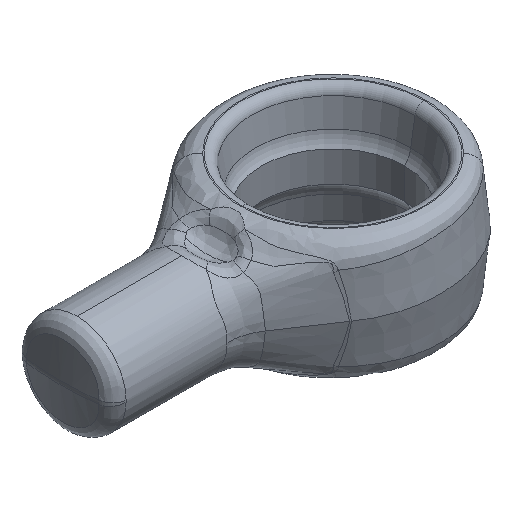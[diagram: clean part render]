
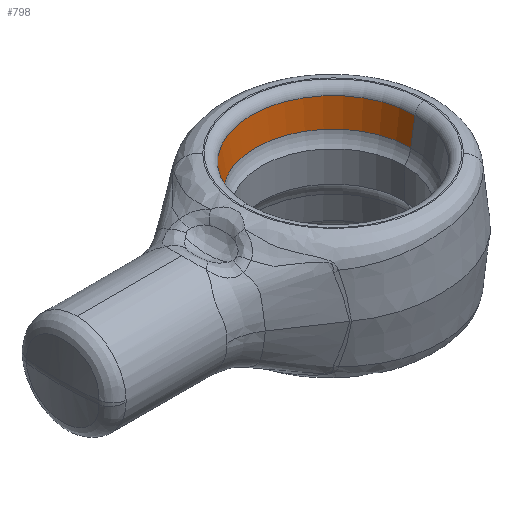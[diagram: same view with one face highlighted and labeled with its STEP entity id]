
A CAD part, isometric view. The second image highlights one B-rep face of the part: STEP entity #798.
In plain terms, the highlighted conical face has half-angle 9 degrees and reference radius 35 mm.
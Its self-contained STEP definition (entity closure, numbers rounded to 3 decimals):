
#15 = DIRECTION ( 'NONE',  ( -0.156, 0., 0.988 ) ) ;
#16 = VECTOR ( 'NONE', #15, 1000. ) ;
#37 = LINE ( 'NONE', #40, #16 ) ;
#40 = CARTESIAN_POINT ( 'NONE',  ( -35., 0., 1.481 ) ) ;
#219 = DIRECTION ( 'NONE',  ( 0.156, 0., 0.988 ) ) ;
#220 = VECTOR ( 'NONE', #219, 1000. ) ;
#221 = CARTESIAN_POINT ( 'NONE',  ( 35., 0., 1.481 ) ) ;
#222 = LINE ( 'NONE', #221, #220 ) ;
#427 = EDGE_CURVE ( 'NONE', #572, #1022, #222, .T. ) ;
#434 = EDGE_CURVE ( 'NONE', #577, #583, #37, .T. ) ;
#572 = VERTEX_POINT ( 'NONE', #3394 ) ;
#577 = VERTEX_POINT ( 'NONE', #3442 ) ;
#583 = VERTEX_POINT ( 'NONE', #3507 ) ;
#794 = EDGE_CURVE ( 'NONE', #577, #572, #7045, .T. ) ;
#795 = ORIENTED_EDGE ( 'NONE', *, *, #427, .T. ) ;
#796 = ORIENTED_EDGE ( 'NONE', *, *, #794, .T. ) ;
#797 = ORIENTED_EDGE ( 'NONE', *, *, #434, .F. ) ;
#798 = ADVANCED_FACE ( 'NONE', ( #7046 ), #7029, .F. ) ;
#799 = EDGE_LOOP ( 'NONE', ( #797, #796, #795, #804 ) ) ;
#804 = ORIENTED_EDGE ( 'NONE', *, *, #1047, .T. ) ;
#1022 = VERTEX_POINT ( 'NONE', #3843 ) ;
#1047 = EDGE_CURVE ( 'NONE', #1022, #583, #4252, .T. ) ;
#3394 = CARTESIAN_POINT ( 'NONE',  ( 36.878, 0., 13.338 ) ) ;
#3442 = CARTESIAN_POINT ( 'NONE',  ( -36.878, 0., 13.338 ) ) ;
#3507 = CARTESIAN_POINT ( 'NONE',  ( -38.837, 0., 25.704 ) ) ;
#3843 = CARTESIAN_POINT ( 'NONE',  ( 38.837, 0., 25.704 ) ) ;
#4246 = DIRECTION ( 'NONE',  ( -1., 0., 0. ) ) ;
#4248 = DIRECTION ( 'NONE',  ( 0., 0., 1. ) ) ;
#4250 = AXIS2_PLACEMENT_3D ( 'NONE', #4264, #4248, #4246 ) ;
#4252 = CIRCLE ( 'NONE', #4250, 38.837 ) ;
#4264 = CARTESIAN_POINT ( 'NONE',  ( 0., 0., 25.704 ) ) ;
#7026 = DIRECTION ( 'NONE',  ( 1., 0., 0. ) ) ;
#7027 = DIRECTION ( 'NONE',  ( 0., 0., 1. ) ) ;
#7028 = AXIS2_PLACEMENT_3D ( 'NONE', #7031, #7027, #7026 ) ;
#7029 = CONICAL_SURFACE ( 'NONE', #7028, 35., 0.157 ) ;
#7031 = CARTESIAN_POINT ( 'NONE',  ( 0., 0., 1.481 ) ) ;
#7032 = DIRECTION ( 'NONE',  ( 1., 0., 0. ) ) ;
#7033 = DIRECTION ( 'NONE',  ( 0., 0., -1. ) ) ;
#7044 = AXIS2_PLACEMENT_3D ( 'NONE', #7047, #7033, #7032 ) ;
#7045 = CIRCLE ( 'NONE', #7044, 36.878 ) ;
#7046 = FACE_OUTER_BOUND ( 'NONE', #799, .T. ) ;
#7047 = CARTESIAN_POINT ( 'NONE',  ( 0., 0., 13.338 ) ) ;
